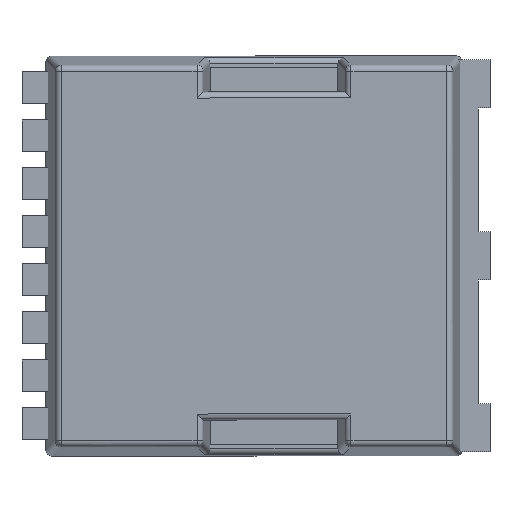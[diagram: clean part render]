
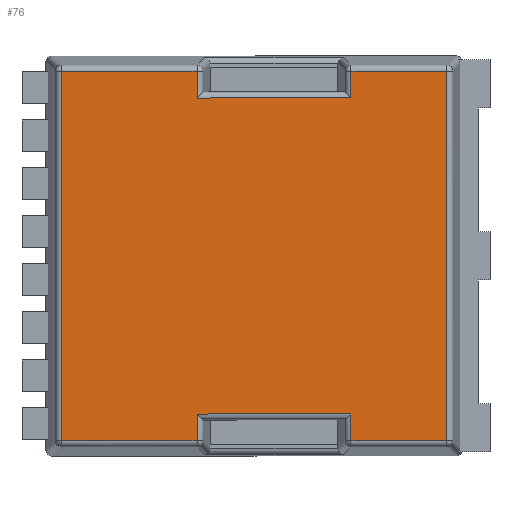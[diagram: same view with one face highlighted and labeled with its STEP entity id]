
A CAD part, front view. The second image highlights one B-rep face of the part: STEP entity #76.
In plain terms, the highlighted face is planar.
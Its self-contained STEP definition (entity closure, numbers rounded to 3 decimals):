
#76=ADVANCED_FACE('',(#258),#3004,.T.);
#258=FACE_OUTER_BOUND('',#440,.T.);
#440=EDGE_LOOP('',(#699,#700,#701,#702,#703,#704,#705,#706,#707,#708,#709,
#710));
#699=ORIENTED_EDGE('',*,*,#1698,.T.);
#700=ORIENTED_EDGE('',*,*,#1699,.T.);
#701=ORIENTED_EDGE('',*,*,#1700,.T.);
#702=ORIENTED_EDGE('',*,*,#1701,.T.);
#703=ORIENTED_EDGE('',*,*,#1702,.T.);
#704=ORIENTED_EDGE('',*,*,#1703,.T.);
#705=ORIENTED_EDGE('',*,*,#1704,.T.);
#706=ORIENTED_EDGE('',*,*,#1705,.T.);
#707=ORIENTED_EDGE('',*,*,#1706,.T.);
#708=ORIENTED_EDGE('',*,*,#1707,.T.);
#709=ORIENTED_EDGE('',*,*,#1708,.T.);
#710=ORIENTED_EDGE('',*,*,#1709,.T.);
#1698=EDGE_CURVE('',#2705,#2706,#2248,.T.);
#1699=EDGE_CURVE('',#2706,#2707,#2249,.T.);
#1700=EDGE_CURVE('',#2707,#2708,#2250,.T.);
#1701=EDGE_CURVE('',#2708,#2709,#2251,.T.);
#1702=EDGE_CURVE('',#2709,#2710,#2252,.T.);
#1703=EDGE_CURVE('',#2710,#2711,#2253,.T.);
#1704=EDGE_CURVE('',#2711,#2712,#2254,.T.);
#1705=EDGE_CURVE('',#2712,#2713,#2255,.T.);
#1706=EDGE_CURVE('',#2713,#2714,#2256,.T.);
#1707=EDGE_CURVE('',#2714,#2715,#2257,.T.);
#1708=EDGE_CURVE('',#2715,#2716,#2258,.T.);
#1709=EDGE_CURVE('',#2716,#2705,#2259,.T.);
#2248=B_SPLINE_CURVE_WITH_KNOTS('',1,(#4329,#4330),.UNSPECIFIED.,.F.,.F.,
(2,2),(0.,3.399),.UNSPECIFIED.);
#2249=B_SPLINE_CURVE_WITH_KNOTS('',1,(#4331,#4332),.UNSPECIFIED.,.F.,.F.,
(2,2),(0.,0.673),.UNSPECIFIED.);
#2250=B_SPLINE_CURVE_WITH_KNOTS('',1,(#4333,#4334),.UNSPECIFIED.,.F.,.F.,
(2,2),(0.,3.848),.UNSPECIFIED.);
#2251=B_SPLINE_CURVE_WITH_KNOTS('',1,(#4335,#4336),.UNSPECIFIED.,.F.,.F.,
(2,2),(0.,0.673),.UNSPECIFIED.);
#2252=B_SPLINE_CURVE_WITH_KNOTS('',1,(#4337,#4338),.UNSPECIFIED.,.F.,.F.,
(2,2),(0.,2.399),.UNSPECIFIED.);
#2253=B_SPLINE_CURVE_WITH_KNOTS('',1,(#4339,#4340),.UNSPECIFIED.,.F.,.F.,
(2,2),(0.,9.246),.UNSPECIFIED.);
#2254=B_SPLINE_CURVE_WITH_KNOTS('',1,(#4341,#4342),.UNSPECIFIED.,.F.,.F.,
(2,2),(0.,2.399),.UNSPECIFIED.);
#2255=B_SPLINE_CURVE_WITH_KNOTS('',1,(#4343,#4344),.UNSPECIFIED.,.F.,.F.,
(2,2),(0.,0.673),.UNSPECIFIED.);
#2256=B_SPLINE_CURVE_WITH_KNOTS('',1,(#4345,#4346),.UNSPECIFIED.,.F.,.F.,
(2,2),(0.,3.848),.UNSPECIFIED.);
#2257=B_SPLINE_CURVE_WITH_KNOTS('',1,(#4347,#4348),.UNSPECIFIED.,.F.,.F.,
(2,2),(0.,0.673),.UNSPECIFIED.);
#2258=B_SPLINE_CURVE_WITH_KNOTS('',1,(#4349,#4350),.UNSPECIFIED.,.F.,.F.,
(2,2),(0.,3.399),.UNSPECIFIED.);
#2259=B_SPLINE_CURVE_WITH_KNOTS('',1,(#4351,#4352),.UNSPECIFIED.,.F.,.F.,
(2,2),(0.,9.246),.UNSPECIFIED.);
#2705=VERTEX_POINT('',#4087);
#2706=VERTEX_POINT('',#4088);
#2707=VERTEX_POINT('',#4089);
#2708=VERTEX_POINT('',#4090);
#2709=VERTEX_POINT('',#4091);
#2710=VERTEX_POINT('',#4092);
#2711=VERTEX_POINT('',#4093);
#2712=VERTEX_POINT('',#4094);
#2713=VERTEX_POINT('',#4095);
#2714=VERTEX_POINT('',#4096);
#2715=VERTEX_POINT('',#4097);
#2716=VERTEX_POINT('',#4098);
#3004=PLANE('',#3217);
#3217=AXIS2_PLACEMENT_3D('',#3586,#3400,$);
#3400=DIRECTION('',(0.,1.,0.));
#3586=CARTESIAN_POINT('',(-5.788,2.3,-5.548));
#4087=CARTESIAN_POINT('',(-4.823,2.3,4.623));
#4088=CARTESIAN_POINT('',(-1.424,2.3,4.623));
#4089=CARTESIAN_POINT('',(-1.424,2.3,3.95));
#4090=CARTESIAN_POINT('',(2.424,2.3,3.95));
#4091=CARTESIAN_POINT('',(2.424,2.3,4.623));
#4092=CARTESIAN_POINT('',(4.823,2.3,4.623));
#4093=CARTESIAN_POINT('',(4.823,2.3,-4.623));
#4094=CARTESIAN_POINT('',(2.424,2.3,-4.623));
#4095=CARTESIAN_POINT('',(2.424,2.3,-3.95));
#4096=CARTESIAN_POINT('',(-1.424,2.3,-3.95));
#4097=CARTESIAN_POINT('',(-1.424,2.3,-4.623));
#4098=CARTESIAN_POINT('',(-4.823,2.3,-4.623));
#4329=CARTESIAN_POINT('',(-4.823,2.3,4.623));
#4330=CARTESIAN_POINT('',(-1.424,2.3,4.623));
#4331=CARTESIAN_POINT('',(-1.424,2.3,4.623));
#4332=CARTESIAN_POINT('',(-1.424,2.3,3.95));
#4333=CARTESIAN_POINT('',(-1.424,2.3,3.95));
#4334=CARTESIAN_POINT('',(2.424,2.3,3.95));
#4335=CARTESIAN_POINT('',(2.424,2.3,3.95));
#4336=CARTESIAN_POINT('',(2.424,2.3,4.623));
#4337=CARTESIAN_POINT('',(2.424,2.3,4.623));
#4338=CARTESIAN_POINT('',(4.823,2.3,4.623));
#4339=CARTESIAN_POINT('',(4.823,2.3,4.623));
#4340=CARTESIAN_POINT('',(4.823,2.3,-4.623));
#4341=CARTESIAN_POINT('',(4.823,2.3,-4.623));
#4342=CARTESIAN_POINT('',(2.424,2.3,-4.623));
#4343=CARTESIAN_POINT('',(2.424,2.3,-4.623));
#4344=CARTESIAN_POINT('',(2.424,2.3,-3.95));
#4345=CARTESIAN_POINT('',(2.424,2.3,-3.95));
#4346=CARTESIAN_POINT('',(-1.424,2.3,-3.95));
#4347=CARTESIAN_POINT('',(-1.424,2.3,-3.95));
#4348=CARTESIAN_POINT('',(-1.424,2.3,-4.623));
#4349=CARTESIAN_POINT('',(-1.424,2.3,-4.623));
#4350=CARTESIAN_POINT('',(-4.823,2.3,-4.623));
#4351=CARTESIAN_POINT('',(-4.823,2.3,-4.623));
#4352=CARTESIAN_POINT('',(-4.823,2.3,4.623));
